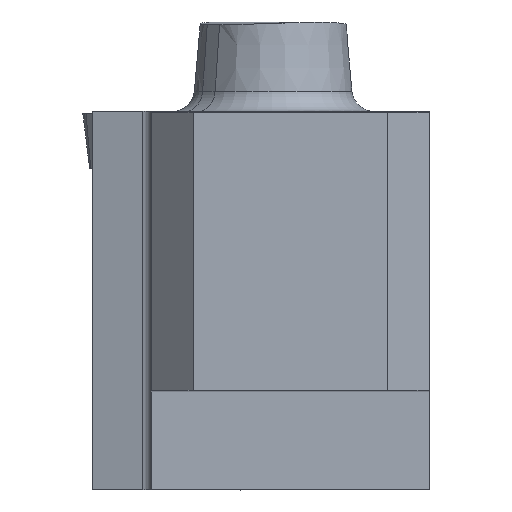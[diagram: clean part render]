
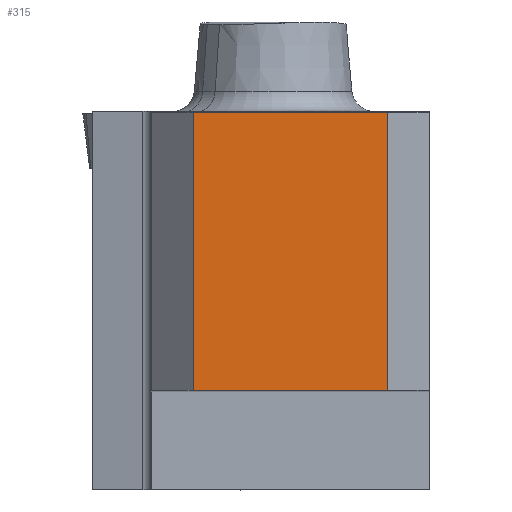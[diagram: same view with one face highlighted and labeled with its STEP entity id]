
A CAD part, top view. The second image highlights one B-rep face of the part: STEP entity #315.
In plain terms, the highlighted planar face has unit normal (0, 0, 1).
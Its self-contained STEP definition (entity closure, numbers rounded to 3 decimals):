
#315=ADVANCED_FACE('CU_BACK_SU1',(#476),#417,.F.);
#417=PLANE('',#2044);
#476=FACE_OUTER_BOUND('',#564,.T.);
#564=EDGE_LOOP('',(#842,#843,#844,#845));
#842=ORIENTED_EDGE('',*,*,#1512,.F.);
#843=ORIENTED_EDGE('',*,*,#1510,.T.);
#844=ORIENTED_EDGE('',*,*,#1513,.T.);
#845=ORIENTED_EDGE('',*,*,#1514,.F.);
#1314=VERTEX_POINT('',#3036);
#1315=VERTEX_POINT('',#3038);
#1316=VERTEX_POINT('',#3042);
#1317=VERTEX_POINT('',#3044);
#1510=EDGE_CURVE('',#1315,#1314,#1738,.T.);
#1512=EDGE_CURVE('',#1315,#1316,#1740,.T.);
#1513=EDGE_CURVE('',#1314,#1317,#1741,.T.);
#1514=EDGE_CURVE('',#1316,#1317,#1742,.T.);
#1738=LINE('',#3037,#1866);
#1740=LINE('',#3041,#1868);
#1741=LINE('',#3043,#1869);
#1742=LINE('',#3045,#1870);
#1866=VECTOR('',#2337,1.);
#1868=VECTOR('',#2341,1.);
#1869=VECTOR('',#2342,1.);
#1870=VECTOR('',#2343,1.);
#2044=AXIS2_PLACEMENT_3D('',#3046,#2344,#2345);
#2337=DIRECTION('',(1.,0.,0.));
#2341=DIRECTION('',(0.,1.,0.));
#2342=DIRECTION('',(0.,1.,0.));
#2343=DIRECTION('',(1.,0.,0.));
#2344=DIRECTION('',(0.,0.,-1.));
#2345=DIRECTION('',(-1.,0.,0.));
#3036=CARTESIAN_POINT('',(-3.,0.,0.));
#3037=CARTESIAN_POINT('',(-110.,0.,0.));
#3038=CARTESIAN_POINT('',(-16.925,0.,0.));
#3041=CARTESIAN_POINT('',(-16.925,0.,0.));
#3042=CARTESIAN_POINT('',(-16.925,19.925,0.));
#3043=CARTESIAN_POINT('',(-3.,0.,0.));
#3044=CARTESIAN_POINT('',(-3.,19.925,0.));
#3045=CARTESIAN_POINT('',(-110.,19.925,0.));
#3046=CARTESIAN_POINT('',(16.506,39.925,0.));
